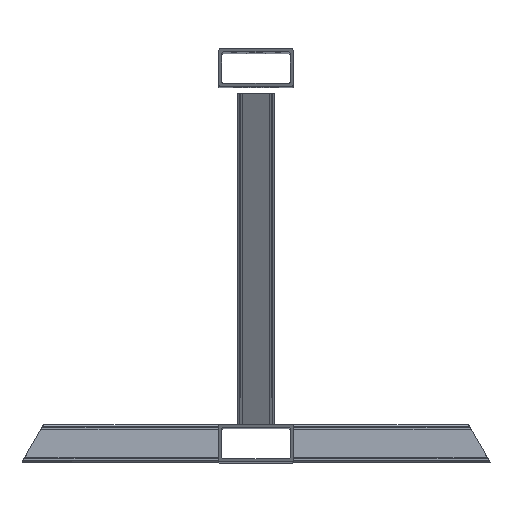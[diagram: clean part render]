
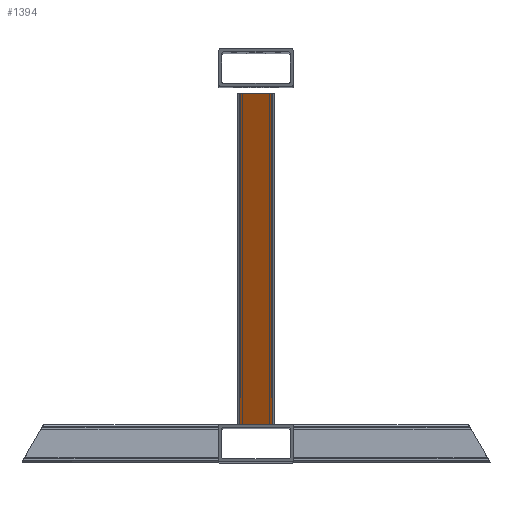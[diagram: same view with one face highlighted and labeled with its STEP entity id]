
A CAD part, top view. The second image highlights one B-rep face of the part: STEP entity #1394.
In plain terms, the highlighted planar face has unit normal (0, -0.5, 0.866).
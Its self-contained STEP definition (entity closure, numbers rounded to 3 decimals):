
#339 = LINE ( 'NONE', #2265, #7820 ) ;
#1215 = VECTOR ( 'NONE', #7680, 1000. ) ;
#1394 = ADVANCED_FACE ( 'NONE', ( #7470 ), #1774, .F. ) ;
#1441 = VERTEX_POINT ( 'NONE', #5685 ) ;
#1555 = VERTEX_POINT ( 'NONE', #7839 ) ;
#1729 = LINE ( 'NONE', #6095, #6792 ) ;
#1774 = PLANE ( 'NONE',  #1836 ) ;
#1836 = AXIS2_PLACEMENT_3D ( 'NONE', #8145, #6310, #3062 ) ;
#1844 = ORIENTED_EDGE ( 'NONE', *, *, #5577, .T. ) ;
#1886 = LINE ( 'NONE', #3098, #5613 ) ;
#1991 = VERTEX_POINT ( 'NONE', #3238 ) ;
#2265 = CARTESIAN_POINT ( 'NONE',  ( -27., 560., 792.598 ) ) ;
#2406 = DIRECTION ( 'NONE',  ( 0., -0.866, -0.5 ) ) ;
#2982 = ORIENTED_EDGE ( 'NONE', *, *, #6864, .F. ) ;
#3062 = DIRECTION ( 'NONE',  ( 0., 0.866, 0.5 ) ) ;
#3098 = CARTESIAN_POINT ( 'NONE',  ( -27., 30., 486.603 ) ) ;
#3238 = CARTESIAN_POINT ( 'NONE',  ( -27., 560., 792.598 ) ) ;
#4596 = ORIENTED_EDGE ( 'NONE', *, *, #7770, .T. ) ;
#4663 = ORIENTED_EDGE ( 'NONE', *, *, #7224, .F. ) ;
#5140 = LINE ( 'NONE', #5676, #1215 ) ;
#5577 = EDGE_CURVE ( 'NONE', #1441, #1991, #339, .T. ) ;
#5613 = VECTOR ( 'NONE', #5677, 1000. ) ;
#5676 = CARTESIAN_POINT ( 'NONE',  ( -27., 570., 798.372 ) ) ;
#5677 = DIRECTION ( 'NONE',  ( -1., 0., 0. ) ) ;
#5685 = CARTESIAN_POINT ( 'NONE',  ( 27., 560., 792.598 ) ) ;
#5883 = DIRECTION ( 'NONE',  ( -1., 0., 0. ) ) ;
#6095 = CARTESIAN_POINT ( 'NONE',  ( 27., 570., 798.372 ) ) ;
#6310 = DIRECTION ( 'NONE',  ( 0., 0.5, -0.866 ) ) ;
#6548 = VERTEX_POINT ( 'NONE', #6639 ) ;
#6639 = CARTESIAN_POINT ( 'NONE',  ( 27., 30., 486.603 ) ) ;
#6792 = VECTOR ( 'NONE', #2406, 1000. ) ;
#6864 = EDGE_CURVE ( 'NONE', #6548, #1555, #1886, .T. ) ;
#7219 = EDGE_LOOP ( 'NONE', ( #2982, #4663, #1844, #4596 ) ) ;
#7224 = EDGE_CURVE ( 'NONE', #1441, #6548, #1729, .T. ) ;
#7470 = FACE_OUTER_BOUND ( 'NONE', #7219, .T. ) ;
#7680 = DIRECTION ( 'NONE',  ( 0., -0.866, -0.5 ) ) ;
#7770 = EDGE_CURVE ( 'NONE', #1991, #1555, #5140, .T. ) ;
#7820 = VECTOR ( 'NONE', #5883, 1000. ) ;
#7839 = CARTESIAN_POINT ( 'NONE',  ( -27., 30., 486.603 ) ) ;
#8145 = CARTESIAN_POINT ( 'NONE',  ( -27., 570., 798.372 ) ) ;
